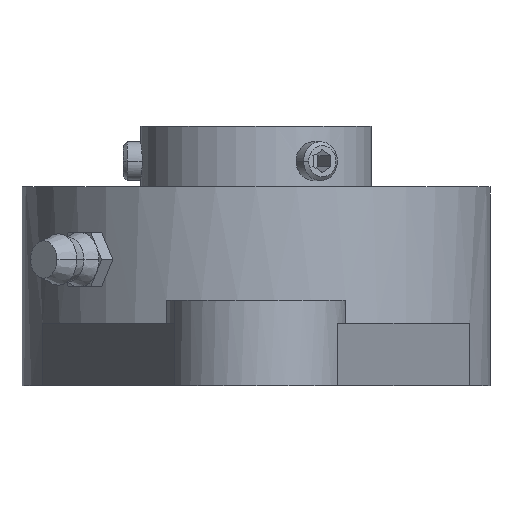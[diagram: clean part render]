
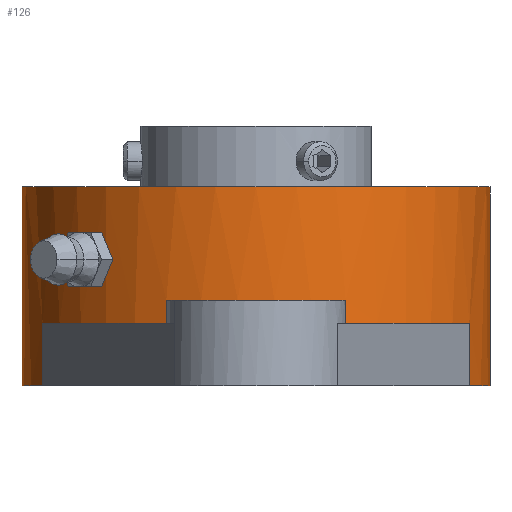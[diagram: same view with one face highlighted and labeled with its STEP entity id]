
A CAD part, left-side view. The second image highlights one B-rep face of the part: STEP entity #126.
In plain terms, the highlighted cylindrical face has radius 30 mm (diameter 60 mm), a partial arc.
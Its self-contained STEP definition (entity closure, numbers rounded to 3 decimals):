
#126 = ADVANCED_FACE( '', ( #235 ), #236, .T. );
#235 = FACE_OUTER_BOUND( '', #457, .T. );
#236 = CYLINDRICAL_SURFACE( '', #458, 30. );
#457 = EDGE_LOOP( '', ( #701, #702, #703, #704, #705, #706, #707, #708, #709, #710, #711, #712 ) );
#458 = AXIS2_PLACEMENT_3D( '', #713, #714, #715 );
#701 = ORIENTED_EDGE( '', *, *, #1514, .F. );
#702 = ORIENTED_EDGE( '', *, *, #1515, .T. );
#703 = ORIENTED_EDGE( '', *, *, #1516, .T. );
#704 = ORIENTED_EDGE( '', *, *, #1517, .T. );
#705 = ORIENTED_EDGE( '', *, *, #1518, .T. );
#706 = ORIENTED_EDGE( '', *, *, #1519, .T. );
#707 = ORIENTED_EDGE( '', *, *, #1520, .T. );
#708 = ORIENTED_EDGE( '', *, *, #1521, .T. );
#709 = ORIENTED_EDGE( '', *, *, #1522, .F. );
#710 = ORIENTED_EDGE( '', *, *, #1523, .T. );
#711 = ORIENTED_EDGE( '', *, *, #1524, .F. );
#712 = ORIENTED_EDGE( '', *, *, #1525, .F. );
#713 = CARTESIAN_POINT( '', ( 0., 0., 12.75 ) );
#714 = DIRECTION( '', ( 0., 0., -1. ) );
#715 = DIRECTION( '', ( 0., 1., 0. ) );
#1514 = EDGE_CURVE( '', #1789, #1790, #1791, .T. );
#1515 = EDGE_CURVE( '', #1789, #1792, #1793, .T. );
#1516 = EDGE_CURVE( '', #1792, #1794, #1795, .T. );
#1517 = EDGE_CURVE( '', #1794, #1796, #1797, .T. );
#1518 = EDGE_CURVE( '', #1796, #1798, #1799, .T. );
#1519 = EDGE_CURVE( '', #1798, #1800, #1801, .T. );
#1520 = EDGE_CURVE( '', #1800, #1802, #1803, .T. );
#1521 = EDGE_CURVE( '', #1802, #1804, #1805, .T. );
#1522 = EDGE_CURVE( '', #1806, #1804, #1807, .T. );
#1523 = EDGE_CURVE( '', #1806, #1808, #1809, .T. );
#1524 = EDGE_CURVE( '', #1810, #1808, #1811, .T. );
#1525 = EDGE_CURVE( '', #1790, #1810, #1812, .T. );
#1789 = VERTEX_POINT( '', #2349 );
#1790 = VERTEX_POINT( '', #2350 );
#1791 = LINE( '', #2351, #2352 );
#1792 = VERTEX_POINT( '', #2353 );
#1793 = CIRCLE( '', #2354, 30. );
#1794 = VERTEX_POINT( '', #2355 );
#1795 = LINE( '', #2356, #2357 );
#1796 = VERTEX_POINT( '', #2358 );
#1797 = CIRCLE( '', #2359, 30. );
#1798 = VERTEX_POINT( '', #2360 );
#1799 = LINE( '', #2361, #2362 );
#1800 = VERTEX_POINT( '', #2363 );
#1801 = CIRCLE( '', #2364, 30. );
#1802 = VERTEX_POINT( '', #2365 );
#1803 = LINE( '', #2366, #2367 );
#1804 = VERTEX_POINT( '', #2368 );
#1805 = CIRCLE( '', #2369, 30. );
#1806 = VERTEX_POINT( '', #2370 );
#1807 = LINE( '', #2371, #2372 );
#1808 = VERTEX_POINT( '', #2373 );
#1809 = CIRCLE( '', #2374, 30. );
#1810 = VERTEX_POINT( '', #2375 );
#1811 = LINE( '', #2376, #2377 );
#1812 = CIRCLE( '', #2378, 30. );
#2349 = CARTESIAN_POINT( '', ( 0., 30., 0. ) );
#2350 = CARTESIAN_POINT( '', ( 0., 30., 25.5 ) );
#2351 = CARTESIAN_POINT( '', ( 0., 30., 12.75 ) );
#2352 = VECTOR( '', #3033, 1. );
#2353 = CARTESIAN_POINT( '', ( -12.333, 27.348, 0. ) );
#2354 = AXIS2_PLACEMENT_3D( '', #3034, #3035, #3036 );
#2355 = CARTESIAN_POINT( '', ( -12.333, 27.348, 8. ) );
#2356 = CARTESIAN_POINT( '', ( -12.333, 27.348, 4. ) );
#2357 = VECTOR( '', #3037, 1. );
#2358 = CARTESIAN_POINT( '', ( -27.708, 11.5, 8. ) );
#2359 = AXIS2_PLACEMENT_3D( '', #3038, #3039, #3040 );
#2360 = CARTESIAN_POINT( '', ( -27.708, 11.5, 11. ) );
#2361 = CARTESIAN_POINT( '', ( -27.708, 11.5, 5.5 ) );
#2362 = VECTOR( '', #3041, 1. );
#2363 = CARTESIAN_POINT( '', ( -27.708, -11.5, 11. ) );
#2364 = AXIS2_PLACEMENT_3D( '', #3042, #3043, #3044 );
#2365 = CARTESIAN_POINT( '', ( -27.708, -11.5, 8. ) );
#2366 = CARTESIAN_POINT( '', ( -27.708, -11.5, 5.5 ) );
#2367 = VECTOR( '', #3045, 1. );
#2368 = CARTESIAN_POINT( '', ( -12.333, -27.348, 8. ) );
#2369 = AXIS2_PLACEMENT_3D( '', #3046, #3047, #3048 );
#2370 = CARTESIAN_POINT( '', ( -12.333, -27.348, 0. ) );
#2371 = CARTESIAN_POINT( '', ( -12.333, -27.348, 4. ) );
#2372 = VECTOR( '', #3049, 1. );
#2373 = CARTESIAN_POINT( '', ( 0., -30., 0. ) );
#2374 = AXIS2_PLACEMENT_3D( '', #3050, #3051, #3052 );
#2375 = CARTESIAN_POINT( '', ( 0., -30., 25.5 ) );
#2376 = CARTESIAN_POINT( '', ( 0., -30., 12.75 ) );
#2377 = VECTOR( '', #3053, 1. );
#2378 = AXIS2_PLACEMENT_3D( '', #3054, #3055, #3056 );
#3033 = DIRECTION( '', ( 0., 0., 1. ) );
#3034 = CARTESIAN_POINT( '', ( 0., 0., 0. ) );
#3035 = DIRECTION( '', ( 0., 0., 1. ) );
#3036 = DIRECTION( '', ( 0., 1., 0. ) );
#3037 = DIRECTION( '', ( 0., 0., 1. ) );
#3038 = CARTESIAN_POINT( '', ( 0., 0., 8. ) );
#3039 = DIRECTION( '', ( 0., 0., 1. ) );
#3040 = DIRECTION( '', ( 0., 1., 0. ) );
#3041 = DIRECTION( '', ( 0., 0., 1. ) );
#3042 = CARTESIAN_POINT( '', ( 0., 0., 11. ) );
#3043 = DIRECTION( '', ( 0., 0., 1. ) );
#3044 = DIRECTION( '', ( 0., 1., 0. ) );
#3045 = DIRECTION( '', ( 0., 0., -1. ) );
#3046 = CARTESIAN_POINT( '', ( 0., 0., 8. ) );
#3047 = DIRECTION( '', ( 0., 0., 1. ) );
#3048 = DIRECTION( '', ( 0., 1., 0. ) );
#3049 = DIRECTION( '', ( 0., 0., 1. ) );
#3050 = CARTESIAN_POINT( '', ( 0., 0., 0. ) );
#3051 = DIRECTION( '', ( 0., 0., 1. ) );
#3052 = DIRECTION( '', ( 0., 1., 0. ) );
#3053 = DIRECTION( '', ( 0., 0., -1. ) );
#3054 = CARTESIAN_POINT( '', ( 0., 0., 25.5 ) );
#3055 = DIRECTION( '', ( 0., 0., 1. ) );
#3056 = DIRECTION( '', ( 0., 1., 0. ) );
